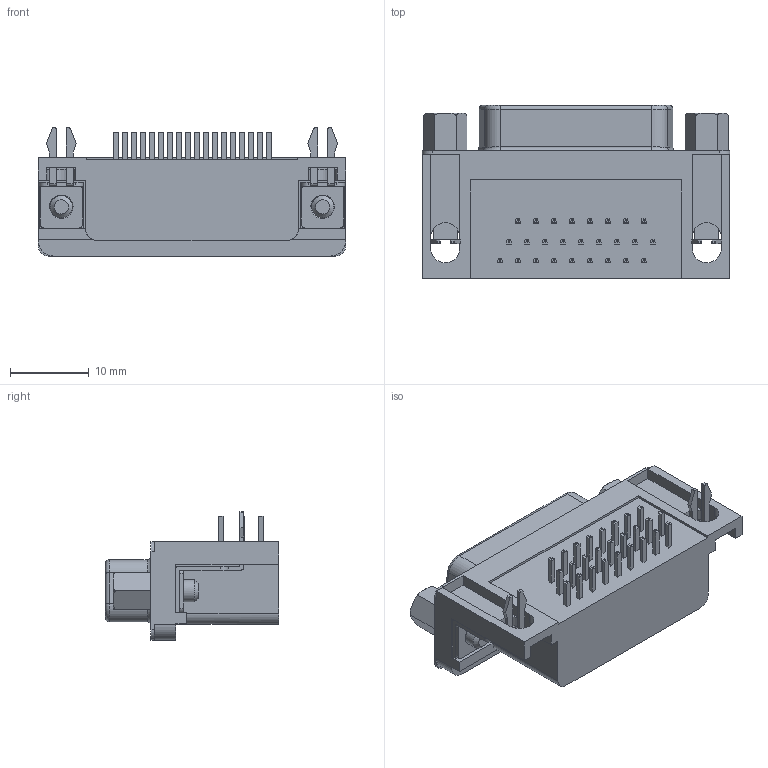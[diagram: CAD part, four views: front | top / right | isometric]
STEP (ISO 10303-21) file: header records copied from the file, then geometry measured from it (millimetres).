
FILE_DESCRIPTION(/* description */ (''),/* implementation_level */ '2;1');
FILE_NAME(/* name */ '100222213ugm000_b.stp',/* time_stamp */ '2020-03-02T07:32:35+01:00',/* author */ (''),/* organization */ (''),/* preprocessor_version */ 'ST-DEVELOPER v16.7',/* originating_system */ 'SIEMENS PLM Software NX 12.0',/* authorisation */ '');
FILE_SCHEMA (('AUTOMOTIVE_DESIGN { 1 0 10303 214 3 1 1 1 }'));
Length unit declared in the file: millimetre
Products named in the file (1): 100222213ugm000_b
Bounding box: 39.2 x 22.05 x 16.32 mm (x, y, z)
Volume: 6673.1 mm3; surface area: 5309.7 mm2
Topology: 1 solids, 29 shells, 674 faces, 1687 edges, 1128 vertices
Faces by surface type: plane 442, cylinder 140, cone 70, torus 14, bspline 8
Full cylindrical faces by diameter (mm): 2.5 x2, 2.845 x10, 3.7 x2
Entity records: 26833 total; most frequent: CARTESIAN_POINT 5960, DIRECTION 3378, ORIENTED_EDGE 3268, EDGE_CURVE 1634, LINE 1132, VECTOR 1132, AXIS2_PLACEMENT_3D 1123, VERTEX_POINT 1100
